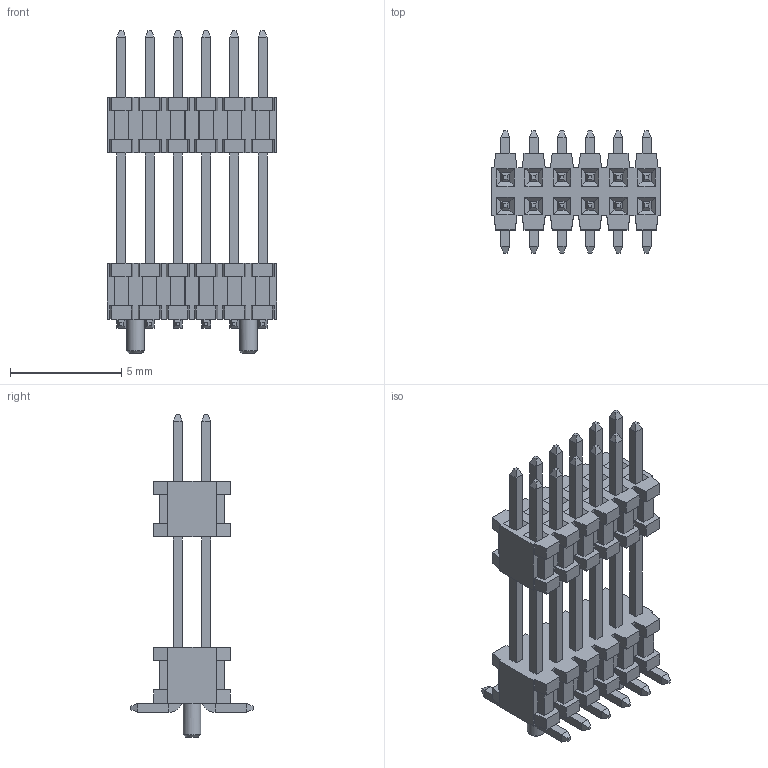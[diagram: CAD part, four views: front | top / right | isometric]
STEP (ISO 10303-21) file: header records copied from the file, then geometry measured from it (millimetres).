
FILE_DESCRIPTION(/* description */ (''),/* implementation_level */ '2;1');
FILE_NAME(/* name */ '7073-012-40-40-10-xx-xxxx.stp',/* time_stamp */ '2025-08-07T13:56:57+02:00',/* author */ ('Andreas.Larin'),/* organization */ (''),/* preprocessor_version */ 'ST-DEVELOPER v20',/* originating_system */ 'Autodesk Inventor 2025',/* authorisation */ '');
FILE_SCHEMA (('AUTOMOTIVE_DESIGN { 1 0 10303 214 3 1 1 }'));
Length unit declared in the file: millimetre
Products named in the file (1): 7073-012-40-40-10-xx-xxxx
Bounding box: 7.62 x 5.5 x 14.53 mm (x, y, z)
Volume: 126.9 mm3; surface area: 468.9 mm2
Topology: 1 solids, 1 shells, 738 faces, 1954 edges, 1238 vertices
Faces by surface type: plane 710, cylinder 26, cone 2
Full cylindrical faces by diameter (mm): 0.8 x2
Entity records: 23027 total; most frequent: CARTESIAN_POINT 3931, ORIENTED_EDGE 3908, DIRECTION 3510, EDGE_CURVE 1954, LINE 1876, VECTOR 1876, VERTEX_POINT 1238, AXIS2_PLACEMENT_3D 817
